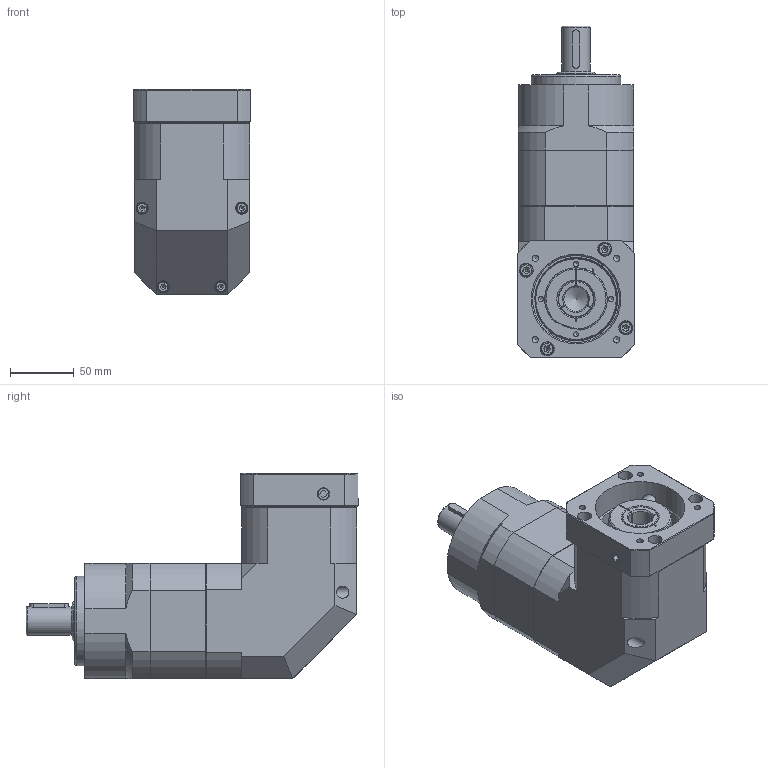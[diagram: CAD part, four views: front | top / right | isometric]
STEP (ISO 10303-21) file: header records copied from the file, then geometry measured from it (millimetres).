
FILE_DESCRIPTION((''),'2;1');
FILE_NAME('KSEL-90A-2.stp','2014-04-10T11:31:14',('young'),(''),'Autodesk Inventor 2012','Autodesk Inventor 2012','');
FILE_SCHEMA(('AUTOMOTIVE_DESIGN { 1 0 10303 214 1 1 1 1 }'));
Length unit declared in the file: millimetre
Products named in the file (1): KSEL-90A-2
Bounding box: 92 x 259.6 x 160.3 mm (x, y, z)
Volume: 1572684.7 mm3; surface area: 243005.2 mm2
Topology: 22 solids, 22 shells, 648 faces, 1553 edges, 1008 vertices
Faces by surface type: plane 352, cylinder 159, cone 100, torus 19, bspline 18
Full cylindrical faces by diameter (mm): 4 x4, 4.2 x4, 5 x16, 5.1 x1, 5.5 x8, 6 x9, 6.5 x1, 6.8 x5, 8 x1, 8.433 x2, 8.5 x4, 9.5 x6, 10 x5, 11 x4, 17 x1, 19 x1, 22 x1, 28.4 x1, 29.8 x2, 30 x2, 39 x1, 43 x1, 45 x3, 50 x2, 55 x2, 62 x1, 63.92 x18, 65 x2, 68 x1, 70 x2
Entity records: 24201 total; most frequent: CARTESIAN_POINT 10440, DIRECTION 2762, ORIENTED_EDGE 2612, EDGE_CURVE 1306, AXIS2_PLACEMENT_3D 1058, VERTEX_POINT 958, EDGE_LOOP 910, VECTOR 646
